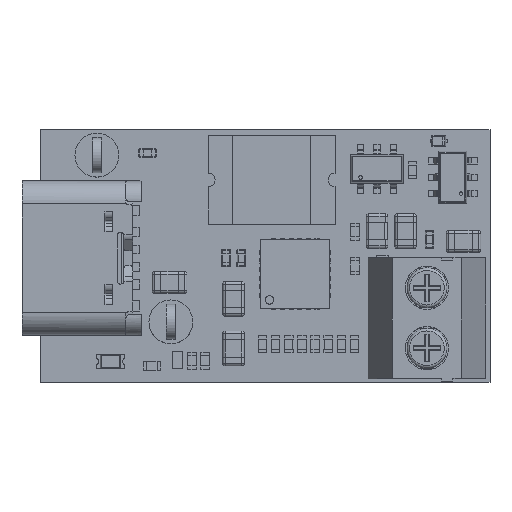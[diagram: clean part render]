
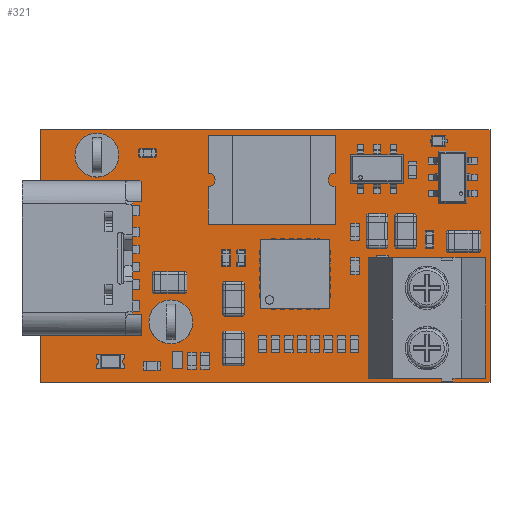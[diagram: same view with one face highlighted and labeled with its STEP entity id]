
A CAD part, top view. The second image highlights one B-rep face of the part: STEP entity #321.
In plain terms, the highlighted planar face has unit normal (0, 0, 1).
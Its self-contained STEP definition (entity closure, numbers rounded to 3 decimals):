
#192 = VERTEX_POINT('',#193);
#193 = CARTESIAN_POINT('',(-3.165,-13.136,0.411));
#199 = EDGE_CURVE('',#192,#200,#202,.T.);
#200 = VERTEX_POINT('',#201);
#201 = CARTESIAN_POINT('',(-3.165,1.469,0.411));
#202 = LINE('',#203,#204);
#203 = CARTESIAN_POINT('',(-3.165,-13.136,0.411));
#204 = VECTOR('',#205,1.);
#205 = DIRECTION('',(0.,1.,0.));
#230 = EDGE_CURVE('',#200,#231,#233,.T.);
#231 = VERTEX_POINT('',#232);
#232 = CARTESIAN_POINT('',(22.87,1.469,0.411));
#233 = LINE('',#234,#235);
#234 = CARTESIAN_POINT('',(-3.165,1.469,0.411));
#235 = VECTOR('',#236,1.);
#236 = DIRECTION('',(1.,0.,0.));
#261 = EDGE_CURVE('',#231,#262,#264,.T.);
#262 = VERTEX_POINT('',#263);
#263 = CARTESIAN_POINT('',(22.87,-13.136,0.411));
#264 = LINE('',#265,#266);
#265 = CARTESIAN_POINT('',(22.87,1.469,0.411));
#266 = VECTOR('',#267,1.);
#267 = DIRECTION('',(0.,-1.,0.));
#292 = EDGE_CURVE('',#262,#192,#293,.T.);
#293 = LINE('',#294,#295);
#294 = CARTESIAN_POINT('',(22.87,-13.136,0.411));
#295 = VECTOR('',#296,1.);
#296 = DIRECTION('',(-1.,0.,0.));
#321 = ADVANCED_FACE('',(#322),#328,.T.);
#322 = FACE_BOUND('',#323,.F.);
#323 = EDGE_LOOP('',(#324,#325,#326,#327));
#324 = ORIENTED_EDGE('',*,*,#199,.T.);
#325 = ORIENTED_EDGE('',*,*,#230,.T.);
#326 = ORIENTED_EDGE('',*,*,#261,.T.);
#327 = ORIENTED_EDGE('',*,*,#292,.T.);
#328 = PLANE('',#329);
#329 = AXIS2_PLACEMENT_3D('',#330,#331,#332);
#330 = CARTESIAN_POINT('',(-3.165,-13.136,0.411));
#331 = DIRECTION('',(0.,0.,1.));
#332 = DIRECTION('',(1.,0.,0.));
